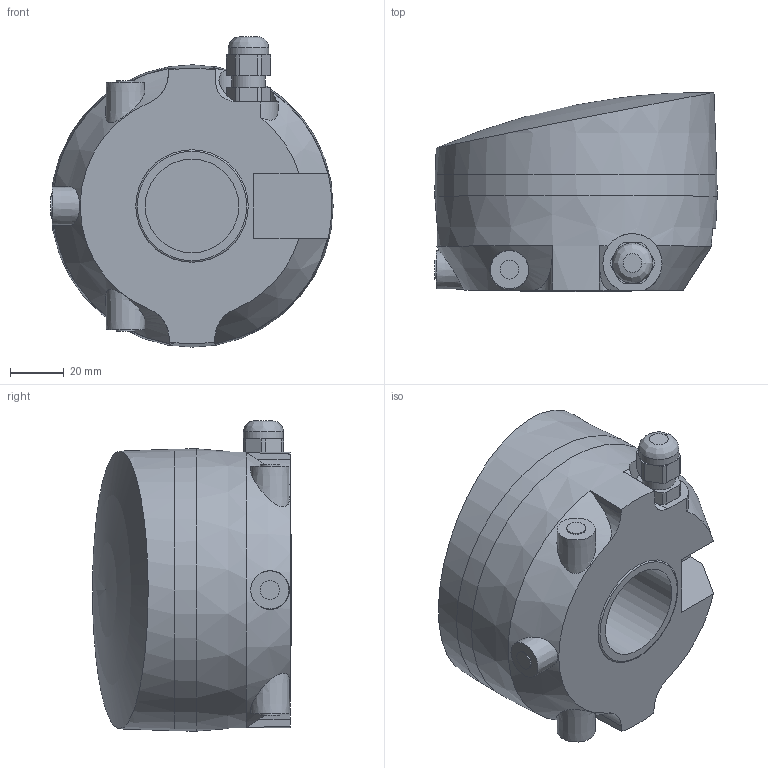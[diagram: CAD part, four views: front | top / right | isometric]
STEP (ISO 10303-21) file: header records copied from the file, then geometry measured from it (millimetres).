
FILE_DESCRIPTION( ( 'STEP AP203' ), '1' );
FILE_NAME( 'ThinkTop D30.stp', '2018-10-01T07:47:04', ( '' ), ( '' ), ' ', 'PARTsolutions', ' ' );
FILE_SCHEMA( ( 'CONFIG_CONTROL_DESIGN' ) );
Length unit declared in the file: millimetre
Products named in the file (1): _ThinkTop D30
Bounding box: 105 x 73.97 x 115.4 mm (x, y, z)
Volume: 485660.8 mm3; surface area: 44727.1 mm2
Topology: 1 solids, 1 shells, 77 faces, 189 edges, 124 vertices
Faces by surface type: plane 39, cylinder 24, cone 11, bspline 1, sphere 1, torus 1
Full cylindrical faces by diameter (mm): 7.05 x3, 12.4 x1, 15 x1, 34.8 x1
Entity records: 2727 total; most frequent: CARTESIAN_POINT 987, DIRECTION 356, ORIENTED_EDGE 326, EDGE_CURVE 163, AXIS2_PLACEMENT_3D 142, VERTEX_POINT 115, EDGE_LOOP 101, FACE_OUTER_BOUND 84
